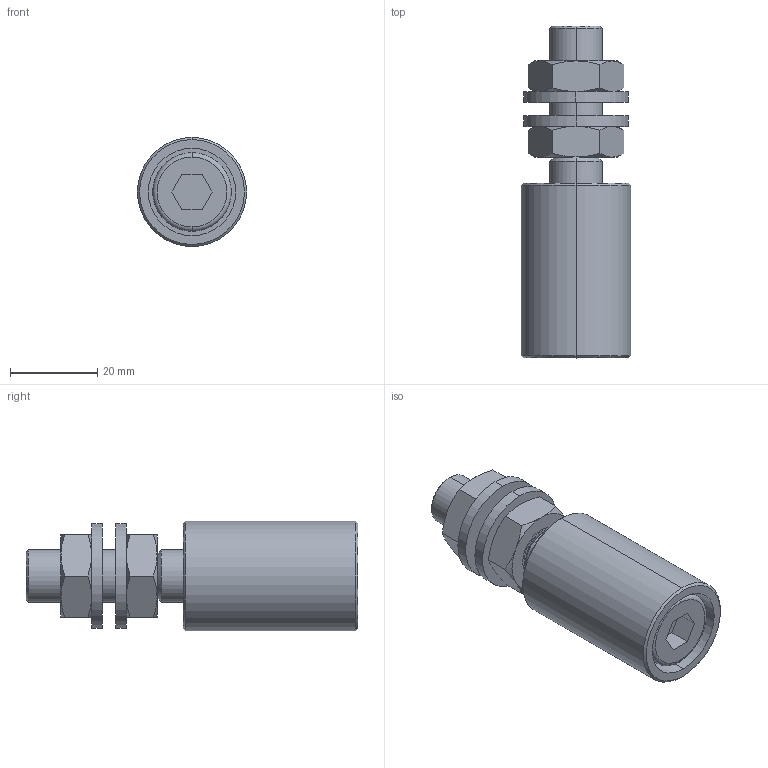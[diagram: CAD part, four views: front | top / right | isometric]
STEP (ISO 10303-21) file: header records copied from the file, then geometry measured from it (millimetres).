
FILE_DESCRIPTION (( 'STEP AP214' ), '1' );
FILE_NAME ('H_04-25-W.STEP', '2021-08-27T13:16:45', ( '' ), ( '' ), 'SwSTEP 2.0', 'SolidWorks 2019', '' );
FILE_SCHEMA (( 'AUTOMOTIVE_DESIGN' ));
Length unit declared in the file: millimetre
Products named in the file (5): din_7984_10_9_m_12x70; PM12; H_04-25-W; H-04-25-W; 12-60-936-12thin
Assembly tree (6 placements, depth 2):
  H_04-25-W
    H-04-25-W
    din_7984_10_9_m_12x70
    12-60-936-12thin  x2
    PM12  x2
Bounding box: 25 x 76 x 25 mm (x, y, z)
Volume: 24998.9 mm3; surface area: 13371.7 mm2
Topology: 6 solids, 6 shells, 100 faces, 210 edges, 126 vertices
Faces by surface type: cone 40, plane 34, cylinder 24, torus 2
Entity records: 2004 total; most frequent: CARTESIAN_POINT 353, DIRECTION 336, ORIENTED_EDGE 284, EDGE_CURVE 142, AXIS2_PLACEMENT_3D 141, VERTEX_POINT 86, EDGE_LOOP 78, ADVANCED_FACE 68
